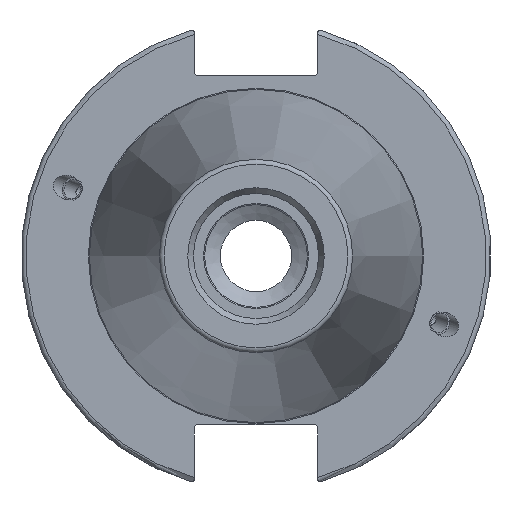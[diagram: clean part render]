
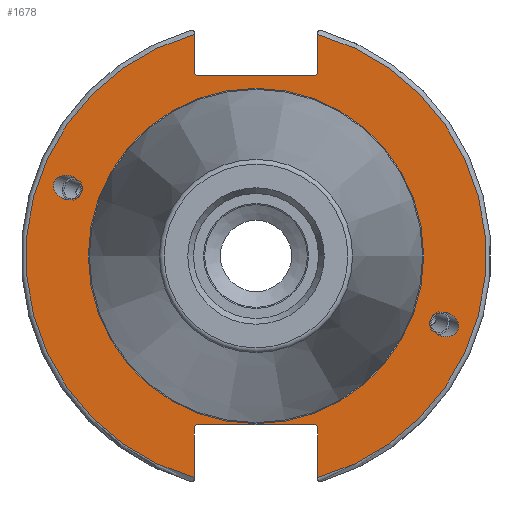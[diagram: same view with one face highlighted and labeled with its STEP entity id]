
A CAD part, left-side view. The second image highlights one B-rep face of the part: STEP entity #1678.
In plain terms, the highlighted planar face has unit normal (-1, 0, 0).
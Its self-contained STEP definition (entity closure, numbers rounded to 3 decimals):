
#49=FACE_BOUND('',#356,.T.);
#50=FACE_BOUND('',#357,.T.);
#51=FACE_BOUND('',#358,.T.);
#67=PLANE('',#1853);
#169=CIRCLE('',#1851,35.125);
#171=CIRCLE('',#1854,48.213);
#172=CIRCLE('',#1855,48.213);
#244=FACE_OUTER_BOUND('',#355,.T.);
#355=EDGE_LOOP('',(#1359,#1360,#1361,#1362,#1363,#1364,#1365,#1366,#1367,
#1368,#1369,#1370));
#356=EDGE_LOOP('',(#1371));
#357=EDGE_LOOP('',(#1372));
#358=EDGE_LOOP('',(#1373));
#513=LINE('',#3270,#614);
#514=LINE('',#3272,#615);
#515=LINE('',#3274,#616);
#516=LINE('',#3276,#617);
#517=LINE('',#3278,#618);
#518=LINE('',#3282,#619);
#519=LINE('',#3284,#620);
#520=LINE('',#3286,#621);
#521=LINE('',#3288,#622);
#522=LINE('',#3289,#623);
#614=VECTOR('',#2197,10.);
#615=VECTOR('',#2198,10.);
#616=VECTOR('',#2199,10.);
#617=VECTOR('',#2200,10.);
#618=VECTOR('',#2201,10.);
#619=VECTOR('',#2204,10.);
#620=VECTOR('',#2205,10.);
#621=VECTOR('',#2206,10.);
#622=VECTOR('',#2207,10.);
#623=VECTOR('',#2208,10.);
#663=ELLIPSE('',#1809,3.052,2.5);
#664=ELLIPSE('',#1843,3.052,2.5);
#739=VERTEX_POINT('',#2987);
#777=VERTEX_POINT('',#3246);
#782=VERTEX_POINT('',#3261);
#783=VERTEX_POINT('',#3266);
#784=VERTEX_POINT('',#3267);
#785=VERTEX_POINT('',#3269);
#786=VERTEX_POINT('',#3271);
#787=VERTEX_POINT('',#3273);
#788=VERTEX_POINT('',#3275);
#789=VERTEX_POINT('',#3277);
#790=VERTEX_POINT('',#3279);
#791=VERTEX_POINT('',#3281);
#792=VERTEX_POINT('',#3283);
#793=VERTEX_POINT('',#3285);
#794=VERTEX_POINT('',#3287);
#934=EDGE_CURVE('',#739,#739,#663,.T.);
#985=EDGE_CURVE('',#777,#777,#664,.T.);
#992=EDGE_CURVE('',#782,#782,#169,.T.);
#994=EDGE_CURVE('',#783,#784,#171,.T.);
#995=EDGE_CURVE('',#783,#785,#513,.T.);
#996=EDGE_CURVE('',#786,#785,#514,.T.);
#997=EDGE_CURVE('',#786,#787,#515,.T.);
#998=EDGE_CURVE('',#788,#787,#516,.T.);
#999=EDGE_CURVE('',#788,#789,#517,.T.);
#1000=EDGE_CURVE('',#790,#789,#172,.T.);
#1001=EDGE_CURVE('',#790,#791,#518,.T.);
#1002=EDGE_CURVE('',#792,#791,#519,.T.);
#1003=EDGE_CURVE('',#792,#793,#520,.T.);
#1004=EDGE_CURVE('',#794,#793,#521,.T.);
#1005=EDGE_CURVE('',#794,#784,#522,.T.);
#1359=ORIENTED_EDGE('',*,*,#994,.F.);
#1360=ORIENTED_EDGE('',*,*,#995,.T.);
#1361=ORIENTED_EDGE('',*,*,#996,.F.);
#1362=ORIENTED_EDGE('',*,*,#997,.T.);
#1363=ORIENTED_EDGE('',*,*,#998,.F.);
#1364=ORIENTED_EDGE('',*,*,#999,.T.);
#1365=ORIENTED_EDGE('',*,*,#1000,.F.);
#1366=ORIENTED_EDGE('',*,*,#1001,.T.);
#1367=ORIENTED_EDGE('',*,*,#1002,.F.);
#1368=ORIENTED_EDGE('',*,*,#1003,.T.);
#1369=ORIENTED_EDGE('',*,*,#1004,.F.);
#1370=ORIENTED_EDGE('',*,*,#1005,.T.);
#1371=ORIENTED_EDGE('',*,*,#934,.T.);
#1372=ORIENTED_EDGE('',*,*,#985,.T.);
#1373=ORIENTED_EDGE('',*,*,#992,.F.);
#1678=ADVANCED_FACE('',(#244,#49,#50,#51),#67,.T.);
#1809=AXIS2_PLACEMENT_3D('',#2989,#2087,#2088);
#1843=AXIS2_PLACEMENT_3D('',#3248,#2171,#2172);
#1851=AXIS2_PLACEMENT_3D('',#3263,#2189,#2190);
#1853=AXIS2_PLACEMENT_3D('',#3265,#2193,#2194);
#1854=AXIS2_PLACEMENT_3D('',#3268,#2195,#2196);
#1855=AXIS2_PLACEMENT_3D('',#3280,#2202,#2203);
#2087=DIRECTION('center_axis',(1.,0.,0.));
#2088=DIRECTION('ref_axis',(0.,-0.94,-0.342));
#2171=DIRECTION('center_axis',(1.,0.,0.));
#2172=DIRECTION('ref_axis',(0.,0.94,0.342));
#2189=DIRECTION('center_axis',(-1.,0.,0.));
#2190=DIRECTION('ref_axis',(0.,-1.,0.));
#2193=DIRECTION('center_axis',(-1.,0.,0.));
#2194=DIRECTION('ref_axis',(0.,0.,1.));
#2195=DIRECTION('center_axis',(1.,0.,0.));
#2196=DIRECTION('ref_axis',(0.,-1.,0.));
#2197=DIRECTION('',(0.,0.,-1.));
#2198=DIRECTION('',(0.,-0.707,0.707));
#2199=DIRECTION('',(0.,1.,0.));
#2200=DIRECTION('',(0.,-0.707,-0.707));
#2201=DIRECTION('',(0.,0.,1.));
#2202=DIRECTION('center_axis',(1.,0.,0.));
#2203=DIRECTION('ref_axis',(0.,1.,0.));
#2204=DIRECTION('',(0.,0.,1.));
#2205=DIRECTION('',(0.,0.707,-0.707));
#2206=DIRECTION('',(0.,-1.,0.));
#2207=DIRECTION('',(0.,0.707,0.707));
#2208=DIRECTION('',(0.,0.,-1.));
#2987=CARTESIAN_POINT('',(3.175,-36.599,-13.321));
#2989=CARTESIAN_POINT('Origin',(3.175,-39.467,-14.365));
#3246=CARTESIAN_POINT('',(3.175,36.599,13.321));
#3248=CARTESIAN_POINT('Origin',(3.175,39.467,14.365));
#3261=CARTESIAN_POINT('',(3.175,0.,35.125));
#3263=CARTESIAN_POINT('Origin',(3.175,0.,0.));
#3265=CARTESIAN_POINT('Origin',(3.175,49.213,0.));
#3266=CARTESIAN_POINT('',(3.175,-12.95,46.441));
#3267=CARTESIAN_POINT('',(3.175,-12.95,-46.441));
#3268=CARTESIAN_POINT('Origin',(3.175,0.,0.));
#3269=CARTESIAN_POINT('',(3.175,-12.95,38.219));
#3270=CARTESIAN_POINT('',(3.175,-12.95,18.86));
#3271=CARTESIAN_POINT('',(3.175,-12.45,37.719));
#3272=CARTESIAN_POINT('',(3.175,12.27,12.999));
#3273=CARTESIAN_POINT('',(3.175,12.45,37.719));
#3274=CARTESIAN_POINT('',(3.175,24.606,37.719));
#3275=CARTESIAN_POINT('',(3.175,12.95,38.219));
#3276=CARTESIAN_POINT('',(3.175,12.336,37.605));
#3277=CARTESIAN_POINT('',(3.175,12.95,46.441));
#3278=CARTESIAN_POINT('',(3.175,12.95,18.86));
#3279=CARTESIAN_POINT('',(3.175,12.95,-46.441));
#3280=CARTESIAN_POINT('Origin',(3.175,0.,0.));
#3281=CARTESIAN_POINT('',(3.175,12.95,-35.806));
#3282=CARTESIAN_POINT('',(3.175,12.95,-17.653));
#3283=CARTESIAN_POINT('',(3.175,12.45,-35.306));
#3284=CARTESIAN_POINT('',(3.175,12.939,-35.795));
#3285=CARTESIAN_POINT('',(3.175,-12.45,-35.306));
#3286=CARTESIAN_POINT('',(3.175,24.606,-35.306));
#3287=CARTESIAN_POINT('',(3.175,-12.95,-35.806));
#3288=CARTESIAN_POINT('',(3.175,11.667,-11.189));
#3289=CARTESIAN_POINT('',(3.175,-12.95,-17.653));
